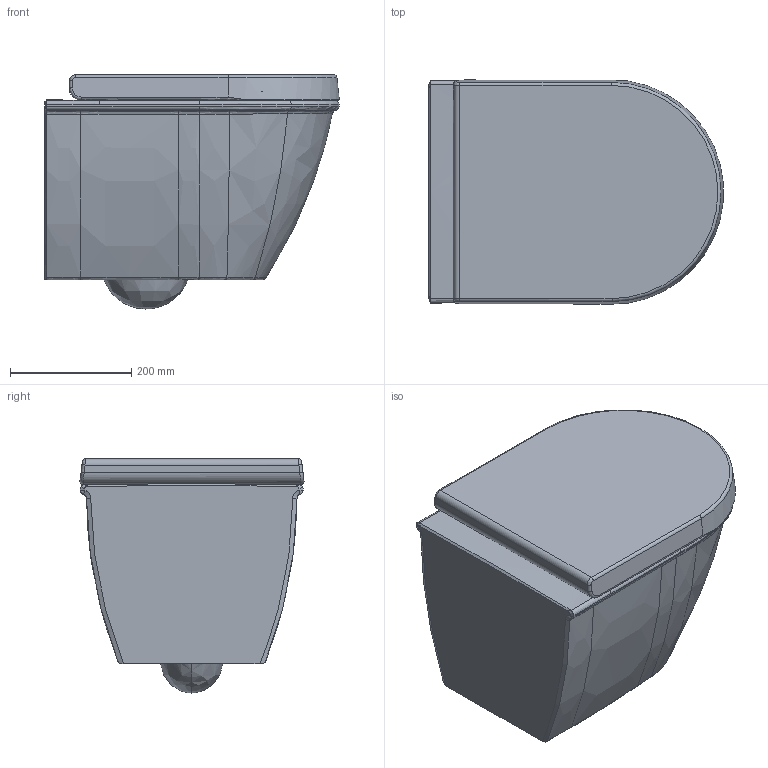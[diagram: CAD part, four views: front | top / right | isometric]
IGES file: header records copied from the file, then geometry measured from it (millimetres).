
Global section: file name: No Iges File Name specified; native system: Autodesk Inventor 2011; preprocessor: AutoDesk Inventor Iges Exporter R2011; author: Administrator; date: 20120923.205829; units: millimetre
Bounding box: 485.19 x 369.12 x 385.73 mm (x, y, z)
Volume: 37070402.3 mm3; surface area: 1074638.2 mm2
Topology: 2 solids, 2 shells, 167 faces, 385 edges, 229 vertices
Faces by surface type: bspline 96, plane 31, cylinder 27, revolution 9, torus 3, cone 1
